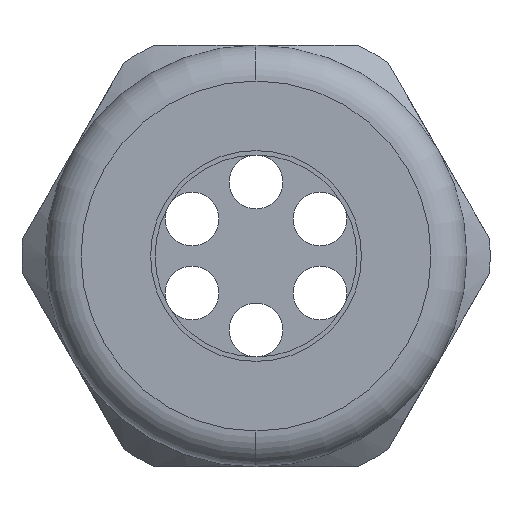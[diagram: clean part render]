
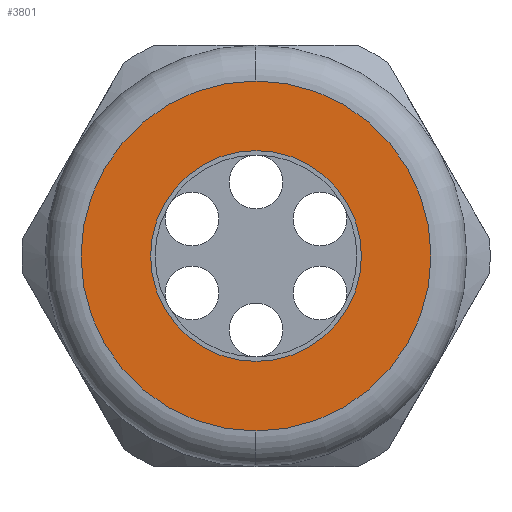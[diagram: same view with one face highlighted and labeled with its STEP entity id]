
A CAD part, left-side view. The second image highlights one B-rep face of the part: STEP entity #3801.
In plain terms, the highlighted planar face has unit normal (-1, 0, 0).
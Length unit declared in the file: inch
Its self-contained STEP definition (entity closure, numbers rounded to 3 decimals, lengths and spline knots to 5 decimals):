
#107 = VERTEX_POINT ( 'NONE', #4584 ) ;
#108 = VERTEX_POINT ( 'NONE', #4583 ) ;
#130 = EDGE_CURVE ( 'NONE', #108, #107, #4621, .T. ) ;
#242 = EDGE_CURVE ( 'NONE', #245, #249, #4810, .T. ) ;
#245 = VERTEX_POINT ( 'NONE', #4805 ) ;
#249 = VERTEX_POINT ( 'NONE', #4804 ) ;
#1644 = DIRECTION ( 'NONE',  ( 0., 0., 1. ) ) ;
#1645 = DIRECTION ( 'NONE',  ( -1., 0., 0. ) ) ;
#1646 = CARTESIAN_POINT ( 'NONE',  ( -1.37, 0.47, 0. ) ) ;
#1647 = AXIS2_PLACEMENT_3D ( 'NONE', #1646, #1645, #1644 ) ;
#1648 = PLANE ( 'NONE',  #1647 ) ;
#1649 = FACE_BOUND ( 'NONE', #3806, .T. ) ;
#1650 = FACE_OUTER_BOUND ( 'NONE', #3802, .T. ) ;
#1703 = DIRECTION ( 'NONE',  ( 0., 0., 1. ) ) ;
#1704 = DIRECTION ( 'NONE',  ( -1., 0., 0. ) ) ;
#1705 = CARTESIAN_POINT ( 'NONE',  ( -1.37, 0., 0. ) ) ;
#1706 = AXIS2_PLACEMENT_3D ( 'NONE', #1705, #1704, #1703 ) ;
#1707 = CIRCLE ( 'NONE', #1706, 0.39 ) ;
#1793 = DIRECTION ( 'NONE',  ( 0., 0., -1. ) ) ;
#1794 = DIRECTION ( 'NONE',  ( 1., 0., 0. ) ) ;
#1795 = CARTESIAN_POINT ( 'NONE',  ( -1.37, 0., 0. ) ) ;
#1796 = AXIS2_PLACEMENT_3D ( 'NONE', #1795, #1794, #1793 ) ;
#1797 = CIRCLE ( 'NONE', #1796, 0.235 ) ;
#3801 = ADVANCED_FACE ( 'NONE', ( #1650, #1649 ), #1648, .T. ) ;
#3802 = EDGE_LOOP ( 'NONE', ( #3803, #3804 ) ) ;
#3803 = ORIENTED_EDGE ( 'NONE', *, *, #242, .T. ) ;
#3804 = ORIENTED_EDGE ( 'NONE', *, *, #3805, .T. ) ;
#3805 = EDGE_CURVE ( 'NONE', #249, #245, #1707, .T. ) ;
#3806 = EDGE_LOOP ( 'NONE', ( #3864, #3866 ) ) ;
#3864 = ORIENTED_EDGE ( 'NONE', *, *, #3865, .T. ) ;
#3865 = EDGE_CURVE ( 'NONE', #107, #108, #1797, .T. ) ;
#3866 = ORIENTED_EDGE ( 'NONE', *, *, #130, .T. ) ;
#4583 = CARTESIAN_POINT ( 'NONE',  ( -1.37, 0., 0.235 ) ) ;
#4584 = CARTESIAN_POINT ( 'NONE',  ( -1.37, 0., -0.235 ) ) ;
#4617 = DIRECTION ( 'NONE',  ( 0., 0., -1. ) ) ;
#4618 = DIRECTION ( 'NONE',  ( 1., 0., 0. ) ) ;
#4619 = CARTESIAN_POINT ( 'NONE',  ( -1.37, 0., 0. ) ) ;
#4620 = AXIS2_PLACEMENT_3D ( 'NONE', #4619, #4618, #4617 ) ;
#4621 = CIRCLE ( 'NONE', #4620, 0.235 ) ;
#4804 = CARTESIAN_POINT ( 'NONE',  ( -1.37, 0., -0.39 ) ) ;
#4805 = CARTESIAN_POINT ( 'NONE',  ( -1.37, 0., 0.39 ) ) ;
#4806 = DIRECTION ( 'NONE',  ( 0., 0., 1. ) ) ;
#4807 = DIRECTION ( 'NONE',  ( -1., 0., 0. ) ) ;
#4808 = CARTESIAN_POINT ( 'NONE',  ( -1.37, 0., 0. ) ) ;
#4809 = AXIS2_PLACEMENT_3D ( 'NONE', #4808, #4807, #4806 ) ;
#4810 = CIRCLE ( 'NONE', #4809, 0.39 ) ;
